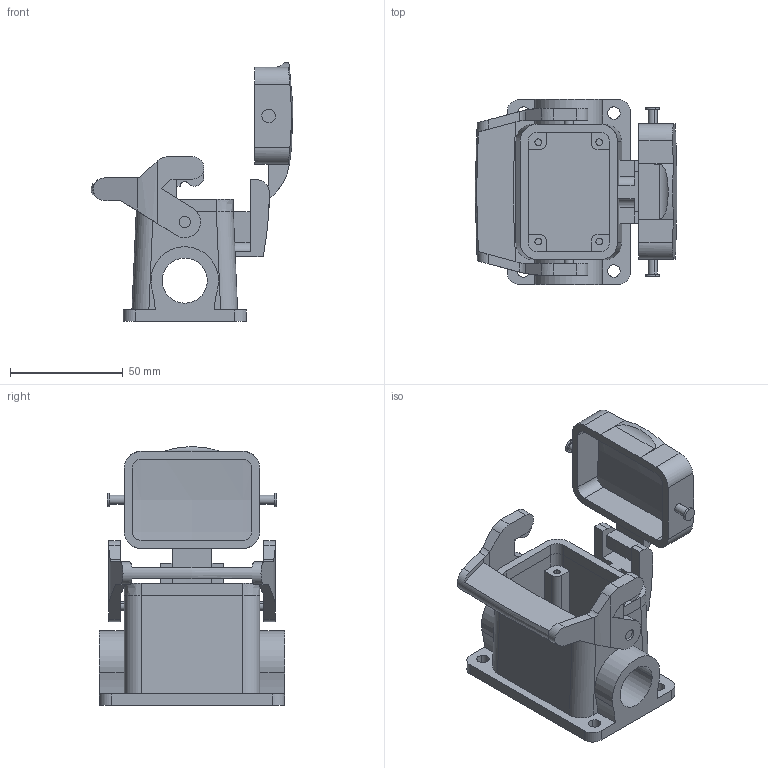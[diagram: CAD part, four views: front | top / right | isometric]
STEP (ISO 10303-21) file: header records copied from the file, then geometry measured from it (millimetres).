
FILE_DESCRIPTION(('CATIA V5 STEP Exchange','CAx-IF Rec.Pracs.--- Model Styling and Organization---1.4--- 2014-01-23'),'2;1');
FILE_NAME ('266625-3_1', '2019-08-01T05:39:09+00:00', ('none'), ('Weidmueller'), 'CATIA Version 5-6 Release 2016 SP3 HF44', 'CATIA V5 STEP AP214', 'none');
FILE_SCHEMA(('AUTOMOTIVE_DESIGN { 1 0 10303 214 1 1 1 1 }'));
Length unit declared in the file: millimetre
Products named in the file (1): 2560820000
Bounding box: 89.43 x 82 x 114.56 mm (x, y, z)
Volume: 113217.8 mm3; surface area: 53406.4 mm2
Topology: 2 solids, 2 shells, 247 faces, 685 edges, 456 vertices
Faces by surface type: plane 128, cylinder 105, extrusion 8, torus 4, revolution 2
Entity records: 7792 total; most frequent: CARTESIAN_POINT 1873, ORIENTED_EDGE 1370, DIRECTION 930, EDGE_CURVE 685, VERTEX_POINT 456, VECTOR 409, LINE 401, AXIS2_PLACEMENT_3D 355
